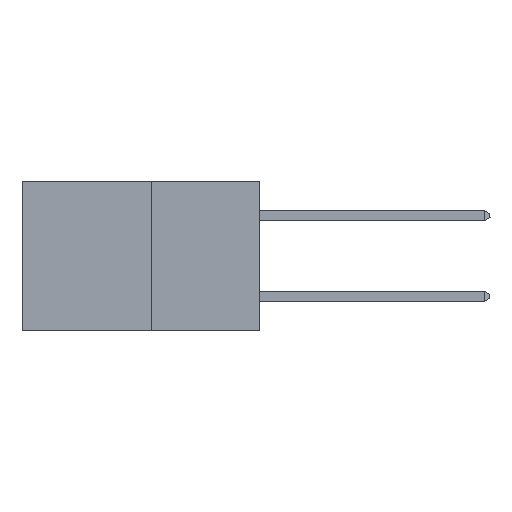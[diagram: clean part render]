
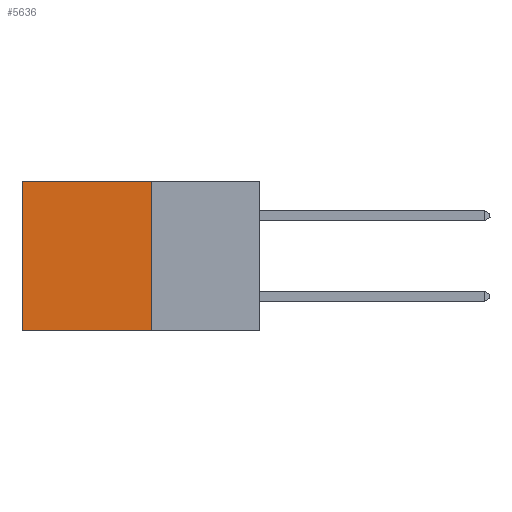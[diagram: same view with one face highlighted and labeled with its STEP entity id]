
A CAD part, left-side view. The second image highlights one B-rep face of the part: STEP entity #5636.
In plain terms, the highlighted planar face has unit normal (-1, 0, 0).
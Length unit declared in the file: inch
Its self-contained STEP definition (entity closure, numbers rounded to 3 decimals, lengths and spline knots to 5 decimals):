
#761 = DIRECTION ( 'NONE',  ( 0., 0., -1. ) ) ;
#1255 = VERTEX_POINT ( 'NONE', #22511 ) ;
#4265 = LINE ( 'NONE', #15024, #11169 ) ;
#4971 = AXIS2_PLACEMENT_3D ( 'NONE', #21752, #13607, #12885 ) ;
#5009 = CARTESIAN_POINT ( 'NONE',  ( 0.277, 0.27, 0. ) ) ;
#5185 = EDGE_CURVE ( 'NONE', #6724, #6541, #4265, .T. ) ;
#5636 = ADVANCED_FACE ( 'NONE', ( #9664 ), #6736, .F. ) ;
#5830 = ORIENTED_EDGE ( 'NONE', *, *, #19898, .F. ) ;
#6541 = VERTEX_POINT ( 'NONE', #9308 ) ;
#6724 = VERTEX_POINT ( 'NONE', #5009 ) ;
#6736 = PLANE ( 'NONE',  #4971 ) ;
#7089 = VECTOR ( 'NONE', #12229, 39.37008 ) ;
#8158 = CARTESIAN_POINT ( 'NONE',  ( 0.277, 0.27, 0. ) ) ;
#9308 = CARTESIAN_POINT ( 'NONE',  ( 0.277, 0.27, -0.37 ) ) ;
#9664 = FACE_OUTER_BOUND ( 'NONE', #16186, .T. ) ;
#9879 = CARTESIAN_POINT ( 'NONE',  ( 0.277, 0.27, -0.37 ) ) ;
#10184 = ORIENTED_EDGE ( 'NONE', *, *, #5185, .F. ) ;
#10381 = DIRECTION ( 'NONE',  ( 0., 1., 0. ) ) ;
#10466 = VECTOR ( 'NONE', #10381, 39.37008 ) ;
#11169 = VECTOR ( 'NONE', #761, 39.37008 ) ;
#11355 = ORIENTED_EDGE ( 'NONE', *, *, #29403, .T. ) ;
#12229 = DIRECTION ( 'NONE',  ( 0., 1., 0. ) ) ;
#12885 = DIRECTION ( 'NONE',  ( 0., 0., -1. ) ) ;
#13607 = DIRECTION ( 'NONE',  ( 1., 0., 0. ) ) ;
#14187 = DIRECTION ( 'NONE',  ( 0., 0., -1. ) ) ;
#15024 = CARTESIAN_POINT ( 'NONE',  ( 0.277, 0.27, -0.37 ) ) ;
#16186 = EDGE_LOOP ( 'NONE', ( #11355, #5830, #10184, #20587 ) ) ;
#16988 = VECTOR ( 'NONE', #14187, 39.37008 ) ;
#17704 = LINE ( 'NONE', #20984, #16988 ) ;
#18186 = EDGE_CURVE ( 'NONE', #6724, #24586, #23351, .T. ) ;
#19898 = EDGE_CURVE ( 'NONE', #6541, #1255, #25322, .T. ) ;
#20587 = ORIENTED_EDGE ( 'NONE', *, *, #18186, .T. ) ;
#20984 = CARTESIAN_POINT ( 'NONE',  ( 0.277, 0.59, -0.37 ) ) ;
#21752 = CARTESIAN_POINT ( 'NONE',  ( 0.277, 0.27, -0.37 ) ) ;
#22511 = CARTESIAN_POINT ( 'NONE',  ( 0.277, 0.59, -0.37 ) ) ;
#22598 = CARTESIAN_POINT ( 'NONE',  ( 0.277, 0.59, 0. ) ) ;
#23351 = LINE ( 'NONE', #8158, #10466 ) ;
#24586 = VERTEX_POINT ( 'NONE', #22598 ) ;
#25322 = LINE ( 'NONE', #9879, #7089 ) ;
#29403 = EDGE_CURVE ( 'NONE', #24586, #1255, #17704, .T. ) ;
